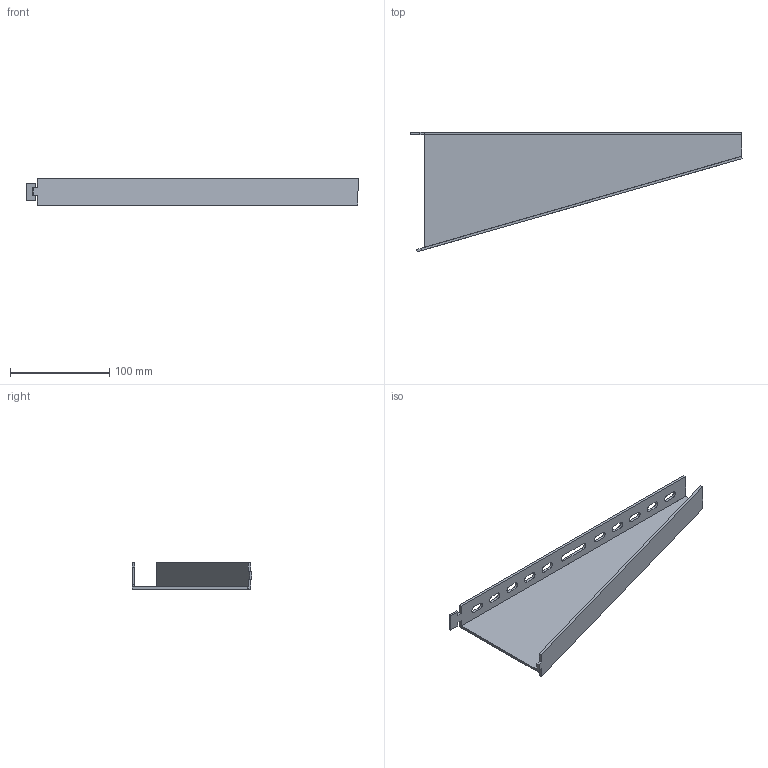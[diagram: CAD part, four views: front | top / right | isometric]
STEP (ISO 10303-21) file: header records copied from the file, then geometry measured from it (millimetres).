
FILE_DESCRIPTION (( 'STEP AP203' ), '1' );
FILE_NAME ('CLP1CL-300-1 Êðîíøòåéí çàìêîâûé îñí.300 ìì.STEP', '2016-03-15T12:57:34', ( '' ), ( '' ), 'SwSTEP 2.0', 'SolidWorks 2014', '' );
FILE_SCHEMA (( 'CONFIG_CONTROL_DESIGN' ));
Length unit declared in the file: millimetre
Products named in the file (1): CLP1CL-300-1 Êðîíøòåéí çàìêîâûé îñí.300 ìì
Bounding box: 335 x 120.99 x 27 mm (x, y, z)
Volume: 96207.3 mm3; surface area: 80510.1 mm2
Topology: 1 solids, 1 shells, 73 faces, 210 edges, 139 vertices
Faces by surface type: plane 50, cylinder 23
Entity records: 2508 total; most frequent: CARTESIAN_POINT 426, ORIENTED_EDGE 420, DIRECTION 403, EDGE_CURVE 210, LINE 163, VECTOR 163, VERTEX_POINT 139, AXIS2_PLACEMENT_3D 120
